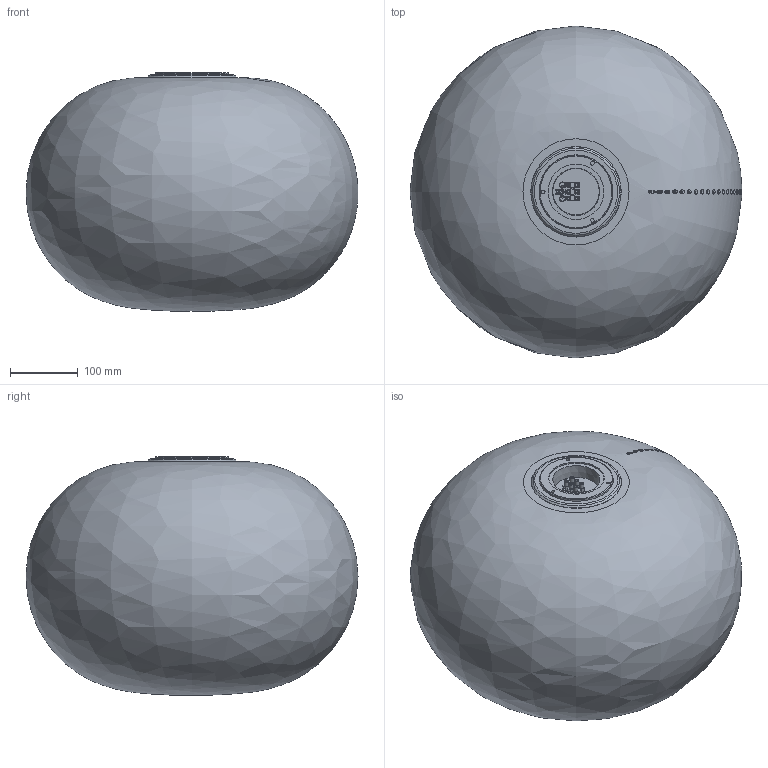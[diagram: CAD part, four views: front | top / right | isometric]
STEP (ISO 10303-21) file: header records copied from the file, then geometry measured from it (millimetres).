
FILE_DESCRIPTION(/* description */ (''),/* implementation_level */ '2;1');
FILE_NAME(/* name */ 'F432870150BINE.stp',/* time_stamp */ '2020-01-16T09:27:43+01:00',/* author */ ('sghezzi'),/* organization */ (''),/* preprocessor_version */ 'ST-DEVELOPER v17.2',/* originating_system */ 'Autodesk Inventor 2019',/* authorisation */ '');
FILE_SCHEMA (('AUTOMOTIVE_DESIGN { 1 0 10303 214 3 1 1 }'));
Length unit declared in the file: millimetre
Products named in the file (18): 4328-1_LAMP_PAR-SOF_BIANCA_D490; M4328-1_MONTATURA_PRA-SOF_BIANCA_D490; 007432835_GHIERA MONTATURA PAR-SOF BIANCA D490; 007430634_GHIERA MONTATURA BIANCA D490; 007430620; 058016010_CAPOCORDA_A_FORCELLA; 058015000_MORSETTIERA_3P_PA27-3WPNyBi; DIN 7991 - M3x10; 006080911; ISO 8675 - M10 x 1; AS 1969 - M10; 005333900_PL_E27_CERAMICO+TER_ ARTP 113T; V4306-1_VETRO_BIANCA_D490; 007430640_GHIERA VETRO BIANCA D490; 002430607_VETRO_BIANCA_480; 007430650_LINGUETTA VETRO BIANCA D490; ISO 7045 - M3 x 20 - 4.8 - H; 003430620_GOMMINO PER LINGUETTA BIANCA D490
Assembly tree (25 placements, depth 4):
  4328-1_LAMP_PAR-SOF_BIANCA_D490
    M4328-1_MONTATURA_PRA-SOF_BIANCA_D490
      007432835_GHIERA MONTATURA PAR-SOF BIANCA D490
        007430634_GHIERA MONTATURA BIANCA D490
      007430620
      058016010_CAPOCORDA_A_FORCELLA
      058015000_MORSETTIERA_3P_PA27-3WPNyBi
      DIN 7991 - M3x10  x3
      006080911
      ISO 8675 - M10 x 1
      AS 1969 - M10
      005333900_PL_E27_CERAMICO+TER_ ARTP 113T
    V4306-1_VETRO_BIANCA_D490
      007430640_GHIERA VETRO BIANCA D490
      002430607_VETRO_BIANCA_480
      007430650_LINGUETTA VETRO BIANCA D490  x3
      ISO 7045 - M3 x 20 - 4.8 - H  x3
      003430620_GOMMINO PER LINGUETTA BIANCA D490  x3
Bounding box: 490 x 490 x 352.5 mm (x, y, z)
Volume: 3489536.4 mm3; surface area: 1366230.4 mm2
Topology: 22 solids, 22 shells, 928 faces, 2450 edges, 1606 vertices
Faces by surface type: plane 460, cylinder 203, cone 153, bspline 64, sphere 27, torus 21
Full cylindrical faces by diameter (mm): 2.3 x6, 2.362 x1, 2.39 x1, 2.459 x5, 2.5 x8, 2.729 x3, 3 x6, 3.2 x6, 3.242 x1, 4 x6, 6 x9, 7 x1, 8 x2, 8.917 x1, 8.92 x1, 10.5 x1, 35 x1, 47 x1, 72 x1, 80 x1, 85 x1
Entity records: 31824 total; most frequent: CARTESIAN_POINT 12829, ORIENTED_EDGE 3970, DIRECTION 3726, EDGE_CURVE 1985, AXIS2_PLACEMENT_3D 1436, VERTEX_POINT 1312, LINE 854, VECTOR 854
